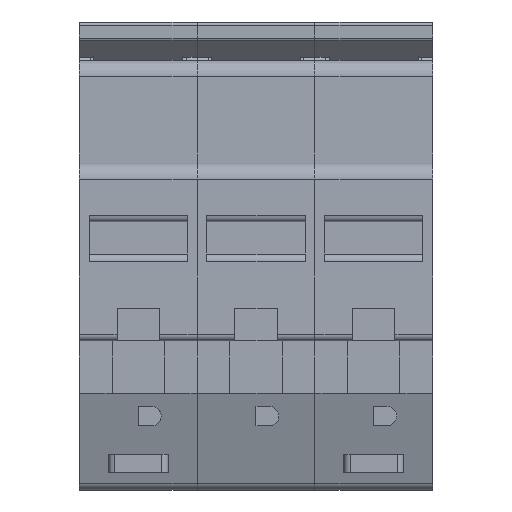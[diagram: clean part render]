
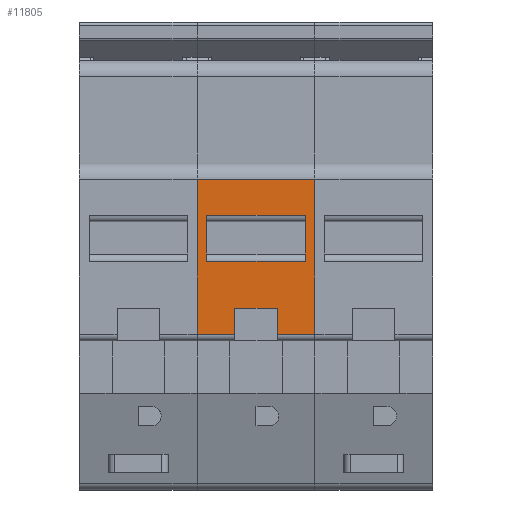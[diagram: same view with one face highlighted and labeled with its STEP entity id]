
A CAD part, front view. The second image highlights one B-rep face of the part: STEP entity #11805.
In plain terms, the highlighted planar face has unit normal (0, -1, 0).
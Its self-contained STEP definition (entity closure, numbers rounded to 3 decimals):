
#96 = LINE ( 'NONE', #20348, #18923 ) ;
#162 = LINE ( 'NONE', #259, #18999 ) ;
#211 = VERTEX_POINT ( 'NONE', #12904 ) ;
#259 = CARTESIAN_POINT ( 'NONE',  ( 14.783, -29.64, 14.216 ) ) ;
#524 = ORIENTED_EDGE ( 'NONE', *, *, #10857, .T. ) ;
#565 = EDGE_CURVE ( 'NONE', #10622, #6263, #17520, .T. ) ;
#674 = AXIS2_PLACEMENT_3D ( 'NONE', #21189, #10264, #23042 ) ;
#733 = DIRECTION ( 'NONE',  ( 1., 0., 0. ) ) ;
#804 = ORIENTED_EDGE ( 'NONE', *, *, #2978, .T. ) ;
#981 = VECTOR ( 'NONE', #16210, 1000. ) ;
#1227 = DIRECTION ( 'NONE',  ( 1., 0., 0. ) ) ;
#1246 = LINE ( 'NONE', #12803, #12622 ) ;
#1907 = DIRECTION ( 'NONE',  ( 0., 0., 1. ) ) ;
#2031 = VERTEX_POINT ( 'NONE', #16951 ) ;
#2095 = VERTEX_POINT ( 'NONE', #8050 ) ;
#2624 = FACE_BOUND ( 'NONE', #9410, .T. ) ;
#2978 = EDGE_CURVE ( 'NONE', #5114, #14251, #19462, .T. ) ;
#3050 = CARTESIAN_POINT ( 'NONE',  ( 14.783, -29.64, -11.984 ) ) ;
#3081 = CARTESIAN_POINT ( 'NONE',  ( -1.717, -29.64, 5.216 ) ) ;
#3200 = ORIENTED_EDGE ( 'NONE', *, *, #14560, .T. ) ;
#3341 = CARTESIAN_POINT ( 'NONE',  ( -1.717, -29.64, -0.784 ) ) ;
#3474 = ORIENTED_EDGE ( 'NONE', *, *, #6346, .T. ) ;
#3861 = CARTESIAN_POINT ( 'NONE',  ( -3.217, -29.64, -11.984 ) ) ;
#3913 = LINE ( 'NONE', #9715, #22799 ) ;
#3931 = DIRECTION ( 'NONE',  ( 0., 0., -1. ) ) ;
#4030 = DIRECTION ( 'NONE',  ( 0., 0., -1. ) ) ;
#4573 = VECTOR ( 'NONE', #20585, 1000. ) ;
#4624 = EDGE_CURVE ( 'NONE', #2095, #2031, #162, .T. ) ;
#5114 = VERTEX_POINT ( 'NONE', #3861 ) ;
#5728 = ORIENTED_EDGE ( 'NONE', *, *, #12182, .F. ) ;
#6263 = VERTEX_POINT ( 'NONE', #17049 ) ;
#6346 = EDGE_CURVE ( 'NONE', #12597, #5114, #6600, .T. ) ;
#6600 = LINE ( 'NONE', #18630, #15697 ) ;
#6767 = DIRECTION ( 'NONE',  ( 0., 0., -1. ) ) ;
#6975 = LINE ( 'NONE', #7961, #16079 ) ;
#7204 = ORIENTED_EDGE ( 'NONE', *, *, #15096, .F. ) ;
#7961 = CARTESIAN_POINT ( 'NONE',  ( 14.783, -29.64, -0.784 ) ) ;
#7998 = CARTESIAN_POINT ( 'NONE',  ( 14.783, -29.64, 6.216 ) ) ;
#8050 = CARTESIAN_POINT ( 'NONE',  ( 14.783, -29.64, 11.716 ) ) ;
#9162 = CARTESIAN_POINT ( 'NONE',  ( 2.533, -29.64, -7.984 ) ) ;
#9410 = EDGE_LOOP ( 'NONE', ( #13976, #19728, #23097, #20606 ) ) ;
#9715 = CARTESIAN_POINT ( 'NONE',  ( 13.283, -29.64, 5.216 ) ) ;
#9724 = ORIENTED_EDGE ( 'NONE', *, *, #565, .F. ) ;
#10195 = PLANE ( 'NONE',  #674 ) ;
#10264 = DIRECTION ( 'NONE',  ( 0., 1., 0. ) ) ;
#10561 = EDGE_LOOP ( 'NONE', ( #20170, #3200, #3474, #804, #5728, #9724, #7204, #524 ) ) ;
#10622 = VERTEX_POINT ( 'NONE', #12001 ) ;
#10686 = LINE ( 'NONE', #14381, #981 ) ;
#10857 = EDGE_CURVE ( 'NONE', #14947, #2031, #10686, .T. ) ;
#11805 = ADVANCED_FACE ( 'NONE', ( #2624, #21476 ), #10195, .F. ) ;
#12001 = CARTESIAN_POINT ( 'NONE',  ( 9.033, -29.64, -7.984 ) ) ;
#12093 = VECTOR ( 'NONE', #18340, 1000. ) ;
#12182 = EDGE_CURVE ( 'NONE', #6263, #14251, #19119, .T. ) ;
#12251 = EDGE_CURVE ( 'NONE', #211, #20761, #21134, .T. ) ;
#12254 = CARTESIAN_POINT ( 'NONE',  ( 9.033, -29.64, -11.984 ) ) ;
#12597 = VERTEX_POINT ( 'NONE', #14425 ) ;
#12622 = VECTOR ( 'NONE', #1907, 1000. ) ;
#12803 = CARTESIAN_POINT ( 'NONE',  ( 9.033, -29.64, -12.984 ) ) ;
#12898 = EDGE_CURVE ( 'NONE', #15536, #20761, #3913, .T. ) ;
#12904 = CARTESIAN_POINT ( 'NONE',  ( -1.717, -29.64, 6.216 ) ) ;
#13049 = LINE ( 'NONE', #3081, #22216 ) ;
#13066 = DIRECTION ( 'NONE',  ( -1., 0., 0. ) ) ;
#13361 = DIRECTION ( 'NONE',  ( 0., 0., 1. ) ) ;
#13976 = ORIENTED_EDGE ( 'NONE', *, *, #12898, .F. ) ;
#14251 = VERTEX_POINT ( 'NONE', #22628 ) ;
#14381 = CARTESIAN_POINT ( 'NONE',  ( 14.783, -29.64, -11.984 ) ) ;
#14425 = CARTESIAN_POINT ( 'NONE',  ( -3.217, -29.64, 11.716 ) ) ;
#14560 = EDGE_CURVE ( 'NONE', #2095, #12597, #96, .T. ) ;
#14599 = VECTOR ( 'NONE', #1227, 1000. ) ;
#14780 = CARTESIAN_POINT ( 'NONE',  ( 13.283, -29.64, -0.784 ) ) ;
#14947 = VERTEX_POINT ( 'NONE', #12254 ) ;
#14982 = VERTEX_POINT ( 'NONE', #3341 ) ;
#15096 = EDGE_CURVE ( 'NONE', #14947, #10622, #1246, .T. ) ;
#15536 = VERTEX_POINT ( 'NONE', #14780 ) ;
#15697 = VECTOR ( 'NONE', #4030, 1000. ) ;
#16079 = VECTOR ( 'NONE', #22566, 1000. ) ;
#16210 = DIRECTION ( 'NONE',  ( 1., 0., 0. ) ) ;
#16249 = VECTOR ( 'NONE', #733, 1000. ) ;
#16951 = CARTESIAN_POINT ( 'NONE',  ( 14.783, -29.64, -11.984 ) ) ;
#16995 = CARTESIAN_POINT ( 'NONE',  ( 13.283, -29.64, 6.216 ) ) ;
#17049 = CARTESIAN_POINT ( 'NONE',  ( 2.533, -29.64, -7.984 ) ) ;
#17520 = LINE ( 'NONE', #9162, #12093 ) ;
#18340 = DIRECTION ( 'NONE',  ( -1., 0., 0. ) ) ;
#18630 = CARTESIAN_POINT ( 'NONE',  ( -3.217, -29.64, 14.216 ) ) ;
#18742 = CARTESIAN_POINT ( 'NONE',  ( 2.533, -29.64, -12.984 ) ) ;
#18876 = EDGE_CURVE ( 'NONE', #15536, #14982, #6975, .T. ) ;
#18923 = VECTOR ( 'NONE', #13066, 1000. ) ;
#18999 = VECTOR ( 'NONE', #3931, 1000. ) ;
#19119 = LINE ( 'NONE', #18742, #4573 ) ;
#19462 = LINE ( 'NONE', #3050, #14599 ) ;
#19728 = ORIENTED_EDGE ( 'NONE', *, *, #18876, .T. ) ;
#20170 = ORIENTED_EDGE ( 'NONE', *, *, #4624, .F. ) ;
#20348 = CARTESIAN_POINT ( 'NONE',  ( 14.783, -29.64, 11.716 ) ) ;
#20585 = DIRECTION ( 'NONE',  ( 0., 0., -1. ) ) ;
#20606 = ORIENTED_EDGE ( 'NONE', *, *, #12251, .T. ) ;
#20761 = VERTEX_POINT ( 'NONE', #16995 ) ;
#21134 = LINE ( 'NONE', #7998, #16249 ) ;
#21189 = CARTESIAN_POINT ( 'NONE',  ( 14.783, -29.64, 14.216 ) ) ;
#21476 = FACE_OUTER_BOUND ( 'NONE', #10561, .T. ) ;
#22216 = VECTOR ( 'NONE', #6767, 1000. ) ;
#22566 = DIRECTION ( 'NONE',  ( -1., 0., 0. ) ) ;
#22628 = CARTESIAN_POINT ( 'NONE',  ( 2.533, -29.64, -11.984 ) ) ;
#22667 = EDGE_CURVE ( 'NONE', #211, #14982, #13049, .T. ) ;
#22799 = VECTOR ( 'NONE', #13361, 1000. ) ;
#23042 = DIRECTION ( 'NONE',  ( 0., 0., 1. ) ) ;
#23097 = ORIENTED_EDGE ( 'NONE', *, *, #22667, .F. ) ;
